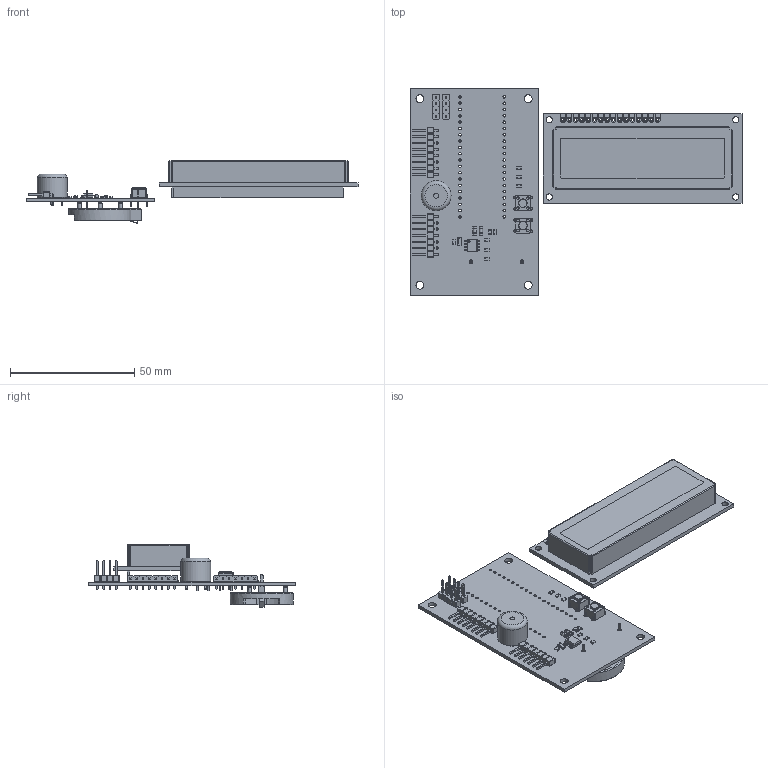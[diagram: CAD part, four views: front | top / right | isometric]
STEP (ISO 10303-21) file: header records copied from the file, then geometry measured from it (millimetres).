
FILE_DESCRIPTION(('KiCad electronic assembly'),'2;1');
FILE_NAME('PicoLogger_Small.step','2025-08-15T12:09:03',('Pcbnew'),( 'Kicad'),'Open CASCADE STEP processor 7.8','KiCad to STEP converter' ,'Unknown');
FILE_SCHEMA(('AUTOMOTIVE_DESIGN { 1 0 10303 214 1 1 1 1 }'));
Length unit declared in the file: millimetre
Products named in the file (14): PicoLogger_Small 1; SW_PUSH_6mm; R_0805_2012Metric; Crystal_SMD_3215-2Pin_3.2x1.5mm; Buzzer_12x9.5RM7.6; PinHeader_1x07_P2.54mm_Horizontal; D_MiniMELF; PinHeader_1x04_P2.54mm_Vertical; LED_0805_2012Metric; WC1602A; PinHeader_1x08_P2.54mm_Horizontal; SOIC-8_3.9x4.9mm_P1.27mm; BatteryHolder_Keystone_104_1x23mm; PicoLogger_Small_PCB
Assembly tree (23 placements, depth 2):
  PicoLogger_Small 1
    SW_PUSH_6mm  x2
    R_0805_2012Metric  x8
    Crystal_SMD_3215-2Pin_3.2x1.5mm
    Buzzer_12x9.5RM7.6
    PinHeader_1x07_P2.54mm_Horizontal
    D_MiniMELF  x2
    PinHeader_1x04_P2.54mm_Vertical  x2
    LED_0805_2012Metric
    WC1602A
    PinHeader_1x08_P2.54mm_Horizontal
    SOIC-8_3.9x4.9mm_P1.27mm
    BatteryHolder_Keystone_104_1x23mm
    PicoLogger_Small_PCB
Bounding box: 133.5 x 83 x 25.28 mm (x, y, z)
Volume: 30499.4 mm3; surface area: 22713.8 mm2
Topology: 23 solids, 23 shells, 1800 faces, 4509 edges, 2818 vertices
Faces by surface type: plane 1260, cylinder 451, torus 51, bspline 32, revolution 4, sphere 2
Full cylindrical faces by diameter (mm): 0.6 x1, 0.9 x2, 1 x89, 1.1 x8, 1.35 x4, 1.4 x6, 1.5 x2, 1.57 x3, 2 x1, 2.5 x4, 3.2 x4, 3.5 x2, 6.942 x1, 12 x1, 16.198 x1
Entity records: 51647 total; most frequent: CARTESIAN_POINT 7492, DIRECTION 7006, ORIENTED_EDGE 6994, EDGE_CURVE 3497, LINE 2682, VECTOR 2682, VERTEX_POINT 2171, AXIS2_PLACEMENT_3D 2161
